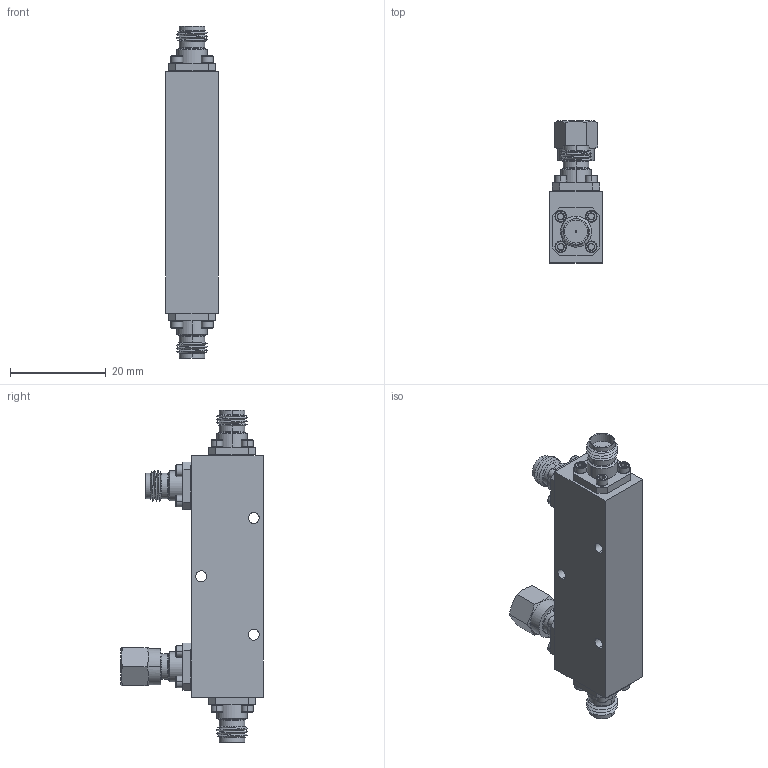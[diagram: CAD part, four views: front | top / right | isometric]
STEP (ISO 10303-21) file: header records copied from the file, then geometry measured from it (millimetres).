
FILE_DESCRIPTION (( 'STEP AP203' ), '1' );
FILE_NAME ('SCD-0235031010-2F-SA.STEP', '2019-10-23T00:41:32', ( '' ), ( '' ), 'SwSTEP 2.0', 'SolidWorks 2016', '' );
FILE_SCHEMA (( 'CONFIG_CONTROL_DESIGN' ));
Length unit declared in the file: millimetre
Products named in the file (1): SCD-0235031010-2F-SA
Bounding box: 11 x 29.74 x 69.47 mm (x, y, z)
Volume: 9865.4 mm3; surface area: 5934.9 mm2
Topology: 22 solids, 22 shells, 659 faces, 1378 edges, 818 vertices
Faces by surface type: plane 241, cone 212, cylinder 190, torus 8, bspline 8
Entity records: 21785 total; most frequent: CARTESIAN_POINT 7786, DIRECTION 2980, ORIENTED_EDGE 2756, EDGE_CURVE 1378, AXIS2_PLACEMENT_3D 1184, VERTEX_POINT 818, EDGE_LOOP 752, ADVANCED_FACE 659
